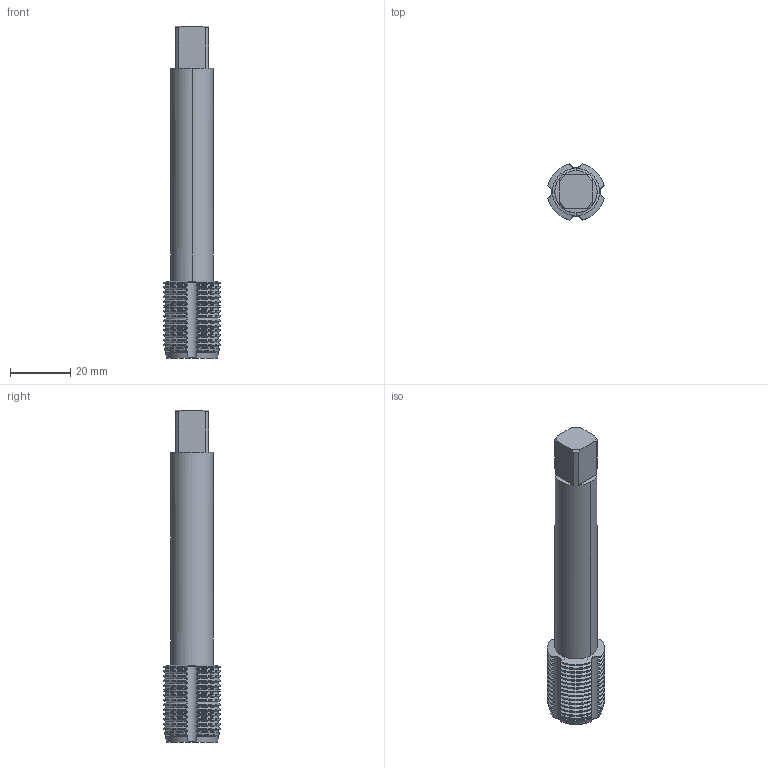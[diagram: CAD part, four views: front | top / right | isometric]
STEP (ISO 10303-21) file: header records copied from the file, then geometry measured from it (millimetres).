
FILE_DESCRIPTION(('no description'),'unknown implementation level');
FILE_NAME('solidzsj8y1jApPY0WNquejKVw3htQ7U_1.STP',' ',('CIM GmbH Aachen'),('CADClick - KiM GmbH - www.kimweb.de'),'unknown preprocess','ACIS','unknown authorization');
FILE_SCHEMA(('automotive_design'));
Length unit declared in the file: millimetre
Products named in the file (2): 1; 2
Bounding box: 18.6 x 18.6 x 110 mm (x, y, z)
Volume: 18854.6 mm3; surface area: 8858.4 mm2
Topology: 2 solids, 2 shells, 297 faces, 877 edges, 584 vertices
Faces by surface type: cone 138, cylinder 138, plane 17, revolution 4
Entity records: 29688 total; most frequent: CARTESIAN_POINT 12313, STYLED_ITEM 1760, PRESENTATION_STYLE_ASSIGNMENT 1760, COLOUR_RGB 1760, ORIENTED_EDGE 1754, DIRECTION 1483, EDGE_CURVE 877, CURVE_STYLE 877
